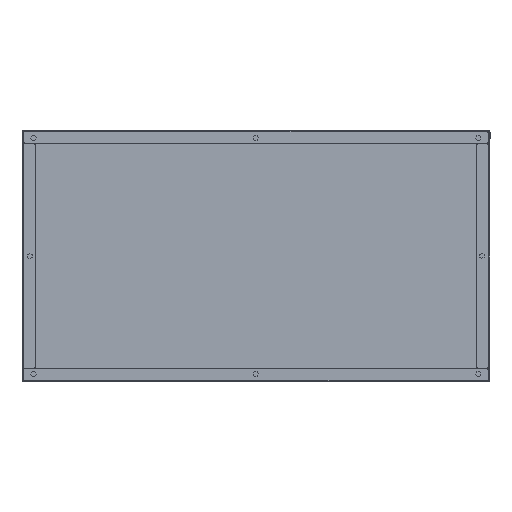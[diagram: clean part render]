
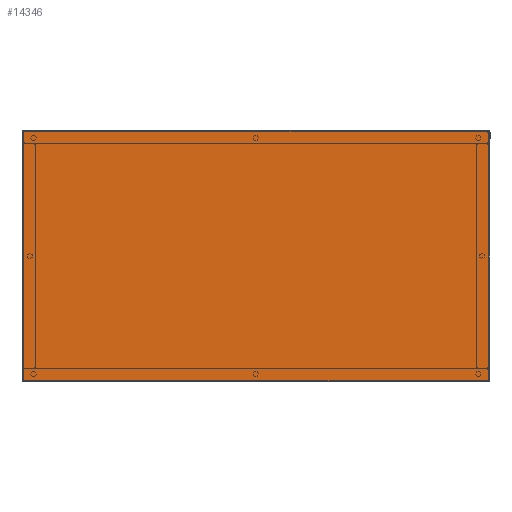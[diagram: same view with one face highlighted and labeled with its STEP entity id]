
A CAD part, left-side view. The second image highlights one B-rep face of the part: STEP entity #14346.
In plain terms, the highlighted face is planar.
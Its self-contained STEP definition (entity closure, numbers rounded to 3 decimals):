
#14346=ADVANCED_FACE('',(#32287),#32289,.F.);
#32287=FACE_BOUND('',#32288,.T.);
#32288=EDGE_LOOP('',(#46557,#46558,#46559,#46560,#46561,#46562,#46563,#46564));
#32289=PLANE('',#32290);
#32290=AXIS2_PLACEMENT_3D('',#32291,#32292,#32293);
#32291=CARTESIAN_POINT('',(12191.107,-136.674,501.254));
#32292=DIRECTION('',(0.,1.,0.));
#32293=DIRECTION('',(1.,0.,0.));
#46557=ORIENTED_EDGE('',*,*,#54504,.F.);
#46558=ORIENTED_EDGE('',*,*,#54505,.T.);
#46559=ORIENTED_EDGE('',*,*,#54506,.F.);
#46560=ORIENTED_EDGE('',*,*,#54507,.F.);
#46561=ORIENTED_EDGE('',*,*,#54508,.F.);
#46562=ORIENTED_EDGE('',*,*,#54509,.F.);
#46563=ORIENTED_EDGE('',*,*,#54510,.F.);
#46564=ORIENTED_EDGE('',*,*,#54511,.T.);
#54504=EDGE_CURVE('',#63777,#63778,#63779,.T.);
#54505=EDGE_CURVE('',#63777,#63780,#63781,.T.);
#54506=EDGE_CURVE('',#63782,#63780,#63783,.T.);
#54507=EDGE_CURVE('',#63784,#63782,#63785,.T.);
#54508=EDGE_CURVE('',#63786,#63784,#63787,.T.);
#54509=EDGE_CURVE('',#63788,#63786,#63789,.T.);
#54510=EDGE_CURVE('',#63790,#63788,#63791,.T.);
#54511=EDGE_CURVE('',#63790,#63778,#63792,.T.);
#63777=VERTEX_POINT('',#85523);
#63778=VERTEX_POINT('',#85524);
#63779=CIRCLE('',#85525,1.75);
#63780=VERTEX_POINT('',#85529);
#63781=LINE('',#85530,#85531);
#63782=VERTEX_POINT('',#85533);
#63783=CIRCLE('',#85534,1.75);
#63784=VERTEX_POINT('',#85538);
#63785=LINE('',#85539,#85540);
#63786=VERTEX_POINT('',#85542);
#63787=CIRCLE('',#85543,1.75);
#63788=VERTEX_POINT('',#85547);
#63789=LINE('',#85548,#85549);
#63790=VERTEX_POINT('',#85551);
#63791=CIRCLE('',#85552,1.75);
#63792=LINE('',#85556,#85557);
#85523=CARTESIAN_POINT('',(11258.966,-136.674,0.));
#85524=CARTESIAN_POINT('',(11258.753,-136.674,0.522));
#85525=AXIS2_PLACEMENT_3D('',#85526,#85527,#85528);
#85526=CARTESIAN_POINT('',(11257.261,-136.674,-0.393));
#85527=DIRECTION('',(0.,-1.,0.));
#85528=DIRECTION('',(0.974,0.,0.224));
#85529=CARTESIAN_POINT('',(12189.402,-136.674,0.));
#85530=CARTESIAN_POINT('',(11258.966,-136.674,0.));
#85531=VECTOR('',#85532,1.);
#85532=DIRECTION('',(1.,0.,0.));
#85533=CARTESIAN_POINT('',(12189.615,-136.674,0.522));
#85534=AXIS2_PLACEMENT_3D('',#85535,#85536,#85537);
#85535=CARTESIAN_POINT('',(12191.107,-136.674,-0.393));
#85536=DIRECTION('',(0.,-1.,0.));
#85537=DIRECTION('',(-0.853,0.,0.523));
#85538=CARTESIAN_POINT('',(12189.615,-136.674,500.339));
#85539=CARTESIAN_POINT('',(12189.615,-136.674,500.339));
#85540=VECTOR('',#85541,1.);
#85541=DIRECTION('',(0.,0.,-1.));
#85542=CARTESIAN_POINT('',(12189.402,-136.674,500.861));
#85543=AXIS2_PLACEMENT_3D('',#85544,#85545,#85546);
#85544=CARTESIAN_POINT('',(12191.107,-136.674,501.254));
#85545=DIRECTION('',(0.,-1.,0.));
#85546=DIRECTION('',(-0.974,0.,-0.224));
#85547=CARTESIAN_POINT('',(11258.966,-136.674,500.861));
#85548=CARTESIAN_POINT('',(11258.966,-136.674,500.861));
#85549=VECTOR('',#85550,1.);
#85550=DIRECTION('',(1.,0.,0.));
#85551=CARTESIAN_POINT('',(11258.753,-136.674,500.339));
#85552=AXIS2_PLACEMENT_3D('',#85553,#85554,#85555);
#85553=CARTESIAN_POINT('',(11257.261,-136.674,501.254));
#85554=DIRECTION('',(0.,-1.,0.));
#85555=DIRECTION('',(0.853,0.,-0.523));
#85556=CARTESIAN_POINT('',(11258.753,-136.674,500.339));
#85557=VECTOR('',#85558,1.);
#85558=DIRECTION('',(0.,0.,-1.));
